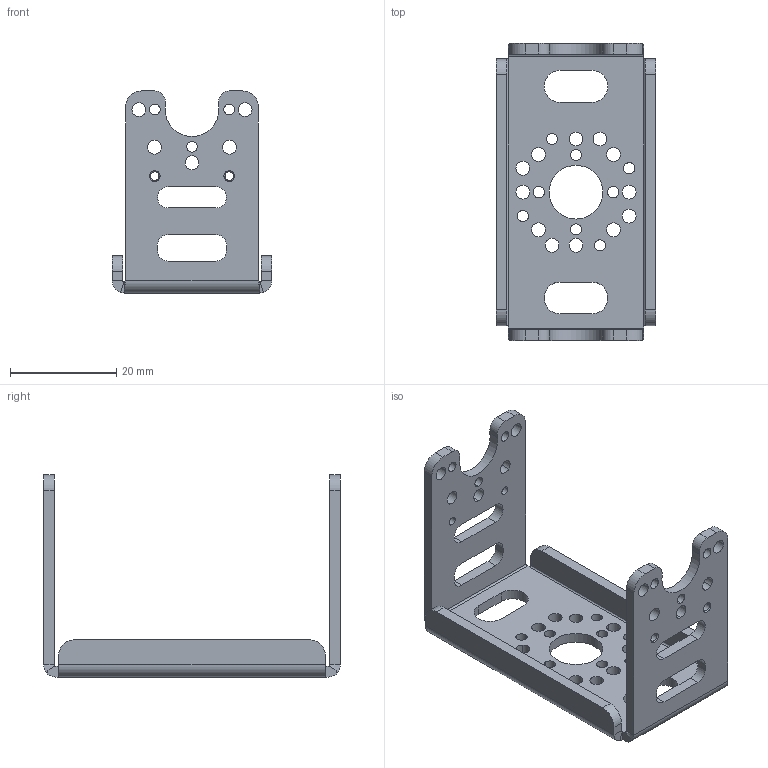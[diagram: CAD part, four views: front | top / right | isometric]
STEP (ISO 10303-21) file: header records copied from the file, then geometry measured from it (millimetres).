
FILE_DESCRIPTION((''),'2;1');
FILE_NAME('U_BRACKET_06','2013-02-22T',('WOOSIK'),(''),'PRO/ENGINEER BY PARAMETRIC TECHNOLOGY CORPORATION, 2010060','PRO/ENGINEER BY PARAMETRIC TECHNOLOGY CORPORATION, 2010060','');
FILE_SCHEMA(('CONFIG_CONTROL_DESIGN'));
Length unit declared in the file: millimetre
Products named in the file (1): U_BRACKET_06
Bounding box: 30 x 55.8 x 38 mm (x, y, z)
Volume: 6190.5 mm3; surface area: 7890.9 mm2
Topology: 1 solids, 1 shells, 200 faces, 554 edges, 356 vertices
Faces by surface type: cylinder 120, plane 60, cone 16, bspline 4
Entity records: 6846 total; most frequent: CARTESIAN_POINT 1304, DIRECTION 1198, ORIENTED_EDGE 1108, EDGE_CURVE 554, AXIS2_PLACEMENT_3D 460, VERTEX_POINT 356, EDGE_LOOP 294, VECTOR 278
